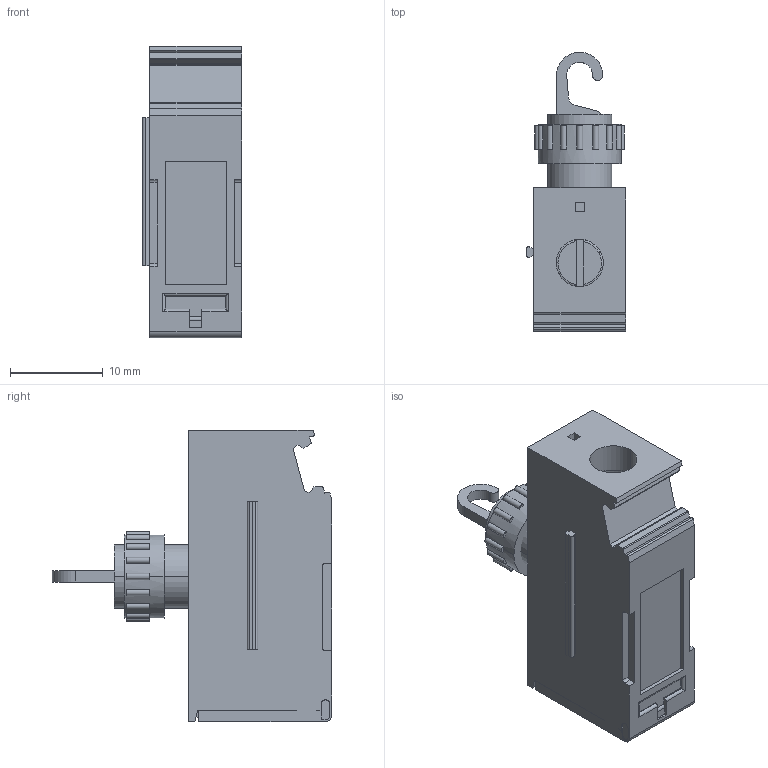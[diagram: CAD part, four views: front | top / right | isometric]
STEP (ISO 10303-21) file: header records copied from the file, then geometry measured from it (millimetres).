
FILE_DESCRIPTION(('CATIA V5 STEP Exchange','CAx-IF Rec.Pracs.--- Model Styling and Organization---1.4--- 2014-01-23'),'2;1');
FILE_NAME ('D1480041_0_2484800000_2484800000.stp','2021-03-30T11:14:23+00:00',('none'),('Weidmueller'),'CATIA Version 5-6 Release 2016 SP3 HF44','CATIA V5 STEP AP214','none');
FILE_SCHEMA(('AUTOMOTIVE_DESIGN { 1 0 10303 214 1 1 1 1 }'));
Length unit declared in the file: millimetre
Products named in the file (1): 2484800000
Bounding box: 10.74 x 30.2 x 31.5 mm (x, y, z)
Volume: 4746.7 mm3; surface area: 3163.8 mm2
Topology: 4 solids, 4 shells, 296 faces, 805 edges, 545 vertices
Faces by surface type: plane 179, cylinder 108, torus 6, bspline 2, cone 1
Entity records: 8970 total; most frequent: CARTESIAN_POINT 1982, ORIENTED_EDGE 1610, DIRECTION 1114, EDGE_CURVE 805, VERTEX_POINT 545, VECTOR 473, LINE 473, AXIS2_PLACEMENT_3D 452
